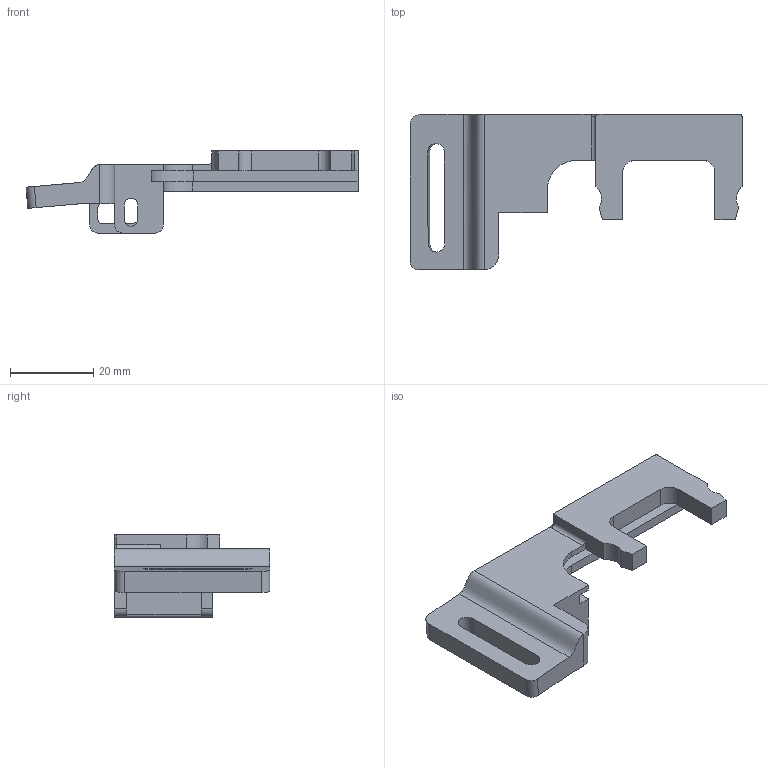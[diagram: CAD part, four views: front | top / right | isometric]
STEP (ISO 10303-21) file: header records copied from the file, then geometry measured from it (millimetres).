
FILE_DESCRIPTION(/* description */ (''),/* implementation_level */ '2;1');
FILE_NAME(/* name */ 'plate_cap.step',/* time_stamp */ '2019-02-01T20:33:49-05:00',/* author */ (''),/* organization */ (''),/* preprocessor_version */ 'ST-DEVELOPER v17.2',/* originating_system */ 'Autodesk Translation Framework v7.6.0.251',/* authorisation */ '');
FILE_SCHEMA (('AUTOMOTIVE_DESIGN { 1 0 10303 214 3 1 1 }'));
Length unit declared in the file: millimetre
Products named in the file (1): plate_cap
Bounding box: 79.53 x 37.2 x 19.68 mm (x, y, z)
Volume: 12487.5 mm3; surface area: 6856.5 mm2
Topology: 1 solids, 1 shells, 69 faces, 203 edges, 135 vertices
Faces by surface type: plane 42, cylinder 25, bspline 1, torus 1
Entity records: 2463 total; most frequent: CARTESIAN_POINT 535, ORIENTED_EDGE 406, DIRECTION 386, EDGE_CURVE 203, LINE 146, VECTOR 146, VERTEX_POINT 135, AXIS2_PLACEMENT_3D 120
